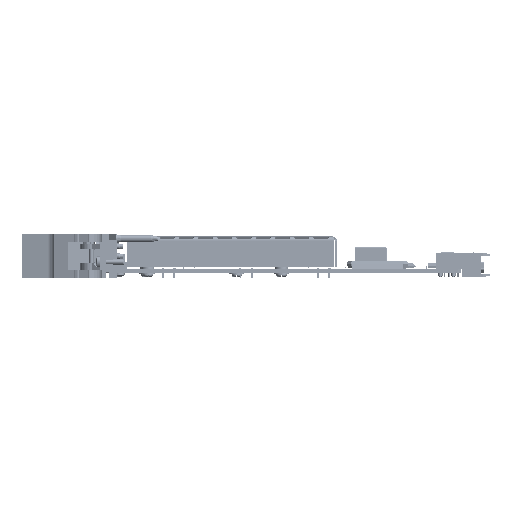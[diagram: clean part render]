
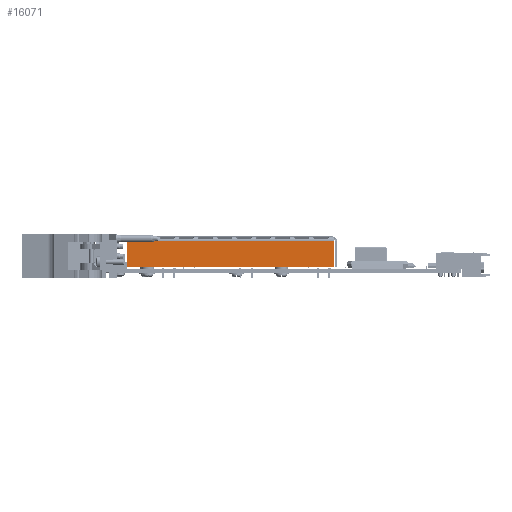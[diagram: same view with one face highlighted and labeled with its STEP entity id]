
A CAD part, front view. The second image highlights one B-rep face of the part: STEP entity #16071.
In plain terms, the highlighted planar face has unit normal (0, -1, 0).
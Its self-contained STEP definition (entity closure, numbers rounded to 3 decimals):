
#7833 = CARTESIAN_POINT ( 'NONE',  ( -116.831, -48.435, 33.564 ) ) ;
#7859 = CARTESIAN_POINT ( 'NONE',  ( -22.185, -48.435, 33.564 ) ) ;
#7867 = CARTESIAN_POINT ( 'NONE',  ( -116.831, -48.435, 21.564 ) ) ;
#7869 = CARTESIAN_POINT ( 'NONE',  ( -22.185, -48.435, 21.564 ) ) ;
#16071 = ADVANCED_FACE ( 'NONE', ( #180570 ), #77341, .F. ) ;
#22025 = CARTESIAN_POINT ( 'NONE',  ( -22.831, -48.435, 33.564 ) ) ;
#22088 = CARTESIAN_POINT ( 'NONE',  ( -22.831, -48.435, 21.564 ) ) ;
#22099 = DIRECTION ( 'NONE',  ( 1., 0., 0. ) ) ;
#22104 = CARTESIAN_POINT ( 'NONE',  ( -116.831, -48.435, 21.564 ) ) ;
#22109 = DIRECTION ( 'NONE',  ( 0., 0., -1. ) ) ;
#22112 = DIRECTION ( 'NONE',  ( 1., 0., 0. ) ) ;
#22118 = CARTESIAN_POINT ( 'NONE',  ( -22.185, -48.435, 21.564 ) ) ;
#22122 = DIRECTION ( 'NONE',  ( 0., 0., 1. ) ) ;
#77341 = PLANE ( 'NONE',  #130512 ) ;
#77379 = CARTESIAN_POINT ( 'NONE',  ( -22.831, -48.435, 21.564 ) ) ;
#77381 = DIRECTION ( 'NONE',  ( 0., 1., 0. ) ) ;
#77383 = DIRECTION ( 'NONE',  ( 1., 0., 0. ) ) ;
#104353 = EDGE_CURVE ( 'NONE', #143707, #143741, #108197, .T. ) ;
#104354 = EDGE_CURVE ( 'NONE', #143707, #143749, #108201, .T. ) ;
#104355 = EDGE_CURVE ( 'NONE', #143749, #143752, #108199, .T. ) ;
#104356 = EDGE_CURVE ( 'NONE', #143752, #143741, #108205, .T. ) ;
#108197 = LINE ( 'NONE', #22025, #108202 ) ;
#108199 = LINE ( 'NONE', #22088, #108206 ) ;
#108201 = LINE ( 'NONE', #22104, #108204 ) ;
#108202 = VECTOR ( 'NONE', #22099, 1000. ) ;
#108204 = VECTOR ( 'NONE', #22109, 1000. ) ;
#108205 = LINE ( 'NONE', #22118, #108208 ) ;
#108206 = VECTOR ( 'NONE', #22112, 1000. ) ;
#108208 = VECTOR ( 'NONE', #22122, 1000. ) ;
#130512 = AXIS2_PLACEMENT_3D ( 'NONE', #77379, #77381, #77383 ) ;
#143707 = VERTEX_POINT ( 'NONE', #7833 ) ;
#143741 = VERTEX_POINT ( 'NONE', #7859 ) ;
#143749 = VERTEX_POINT ( 'NONE', #7867 ) ;
#143752 = VERTEX_POINT ( 'NONE', #7869 ) ;
#178733 = ORIENTED_EDGE ( 'NONE', *, *, #104353, .F. ) ;
#178735 = ORIENTED_EDGE ( 'NONE', *, *, #104354, .T. ) ;
#178738 = ORIENTED_EDGE ( 'NONE', *, *, #104355, .T. ) ;
#178740 = ORIENTED_EDGE ( 'NONE', *, *, #104356, .T. ) ;
#180570 = FACE_OUTER_BOUND ( 'NONE', #198671, .T. ) ;
#198671 = EDGE_LOOP ( 'NONE', ( #178733, #178735, #178738, #178740 ) ) ;
